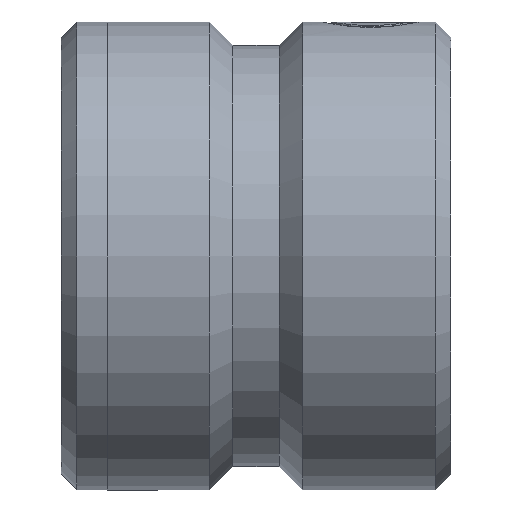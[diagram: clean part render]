
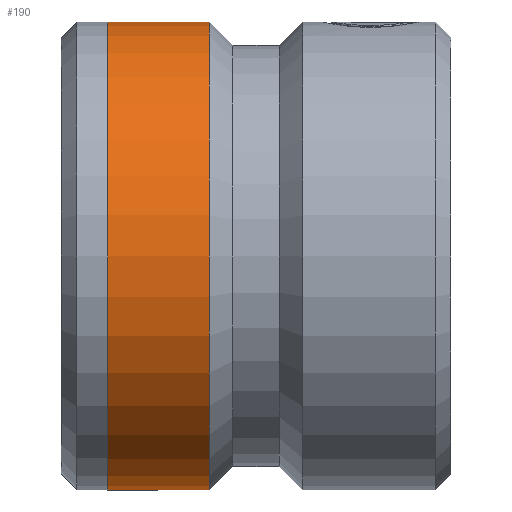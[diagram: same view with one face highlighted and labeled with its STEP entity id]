
A CAD part, left-side view. The second image highlights one B-rep face of the part: STEP entity #190.
In plain terms, the highlighted cylindrical face has radius 15 mm (diameter 30 mm), a partial arc.
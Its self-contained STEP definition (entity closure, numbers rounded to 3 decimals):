
#67 = EDGE_CURVE ( 'NONE', #1120, #187, #1211, .T. ) ;
#78 = DIRECTION ( 'NONE',  ( 0., 0., -1. ) ) ;
#79 = EDGE_CURVE ( 'NONE', #718, #187, #1285, .T. ) ;
#130 = ORIENTED_EDGE ( 'NONE', *, *, #1160, .F. ) ;
#187 = VERTEX_POINT ( 'NONE', #1402 ) ;
#190 = ADVANCED_FACE ( 'NONE', ( #1370 ), #1333, .T. ) ;
#322 = CARTESIAN_POINT ( 'NONE',  ( 0., 0., 0. ) ) ;
#328 = CARTESIAN_POINT ( 'NONE',  ( 0., 0., -15. ) ) ;
#481 = LINE ( 'NONE', #1470, #520 ) ;
#520 = VECTOR ( 'NONE', #627, 1000. ) ;
#570 = DIRECTION ( 'NONE',  ( 0., -1., 0. ) ) ;
#600 = CARTESIAN_POINT ( 'NONE',  ( 0., 15.5, 0. ) ) ;
#627 = DIRECTION ( 'NONE',  ( 0., -1., 0. ) ) ;
#649 = ORIENTED_EDGE ( 'NONE', *, *, #79, .F. ) ;
#674 = AXIS2_PLACEMENT_3D ( 'NONE', #322, #687, #78 ) ;
#685 = CARTESIAN_POINT ( 'NONE',  ( 0., 22., 0. ) ) ;
#687 = DIRECTION ( 'NONE',  ( 0., -1., 0. ) ) ;
#689 = EDGE_LOOP ( 'NONE', ( #130, #1221, #1357, #649 ) ) ;
#718 = VERTEX_POINT ( 'NONE', #864 ) ;
#722 = DIRECTION ( 'NONE',  ( 0., 0., -1. ) ) ;
#728 = AXIS2_PLACEMENT_3D ( 'NONE', #685, #1523, #814 ) ;
#814 = DIRECTION ( 'NONE',  ( 0., 0., -1. ) ) ;
#864 = CARTESIAN_POINT ( 'NONE',  ( 0., 15.5, 15. ) ) ;
#923 = CARTESIAN_POINT ( 'NONE',  ( 0., 22., 15. ) ) ;
#990 = VECTOR ( 'NONE', #570, 1000. ) ;
#1102 = CARTESIAN_POINT ( 'NONE',  ( 0., 22., -15. ) ) ;
#1120 = VERTEX_POINT ( 'NONE', #1102 ) ;
#1160 = EDGE_CURVE ( 'NONE', #1484, #718, #481, .T. ) ;
#1192 = AXIS2_PLACEMENT_3D ( 'NONE', #600, #1445, #722 ) ;
#1211 = LINE ( 'NONE', #328, #990 ) ;
#1221 = ORIENTED_EDGE ( 'NONE', *, *, #1327, .T. ) ;
#1285 = CIRCLE ( 'NONE', #1192, 15. ) ;
#1327 = EDGE_CURVE ( 'NONE', #1484, #1120, #1566, .T. ) ;
#1333 = CYLINDRICAL_SURFACE ( 'NONE', #674, 15. ) ;
#1357 = ORIENTED_EDGE ( 'NONE', *, *, #67, .T. ) ;
#1370 = FACE_OUTER_BOUND ( 'NONE', #689, .T. ) ;
#1402 = CARTESIAN_POINT ( 'NONE',  ( 0., 15.5, -15. ) ) ;
#1445 = DIRECTION ( 'NONE',  ( 0., -1., 0. ) ) ;
#1470 = CARTESIAN_POINT ( 'NONE',  ( 0., 0., 15. ) ) ;
#1484 = VERTEX_POINT ( 'NONE', #923 ) ;
#1523 = DIRECTION ( 'NONE',  ( 0., -1., 0. ) ) ;
#1566 = CIRCLE ( 'NONE', #728, 15. ) ;
